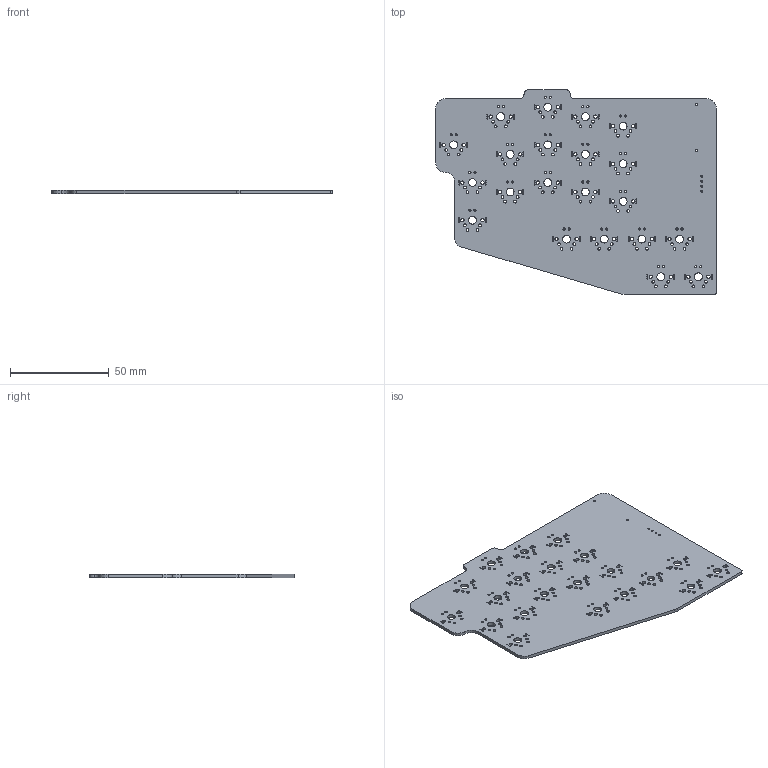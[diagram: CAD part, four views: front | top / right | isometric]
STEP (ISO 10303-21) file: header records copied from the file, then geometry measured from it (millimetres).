
FILE_DESCRIPTION(('FreeCAD Model'),'2;1');
FILE_NAME('kissboard.step','2018-09-07T21:26:24',('kicad StepUp'),('ksu MCAD'), 'Open CASCADE STEP processor 7.2','FreeCAD','Unknown');
FILE_SCHEMA(('AUTOMOTIVE_DESIGN { 1 0 10303 214 1 1 1 1 }'));
Length unit declared in the file: millimetre
Products named in the file (4): kissboard; Board_Geoms; Pcb; Step_Models
Assembly tree (3 placements, depth 3):
  kissboard
    Board_Geoms
      Pcb
    Step_Models
Bounding box: 141.86 x 103.7 x 1.6 mm (x, y, z)
Volume: 19089.5 mm3; surface area: 26541 mm2
Topology: 1 solids, 1 shells, 342 faces, 1020 edges, 680 vertices
Faces by surface type: cylinder 332, plane 10
Full cylindrical faces by diameter (mm): 0.5 x126, 0.9 x4, 1.1 x44, 1.4 x84, 1.702 x42, 3.988 x21
Entity records: 13267 total; most frequent: DIRECTION 2376, CARTESIAN_POINT 2046, ORIENTED_EDGE 2040, EDGE_CURVE 1020, AXIS2_PLACEMENT_3D 1010, FACE_BOUND 984, EDGE_LOOP 984, VERTEX_POINT 680
